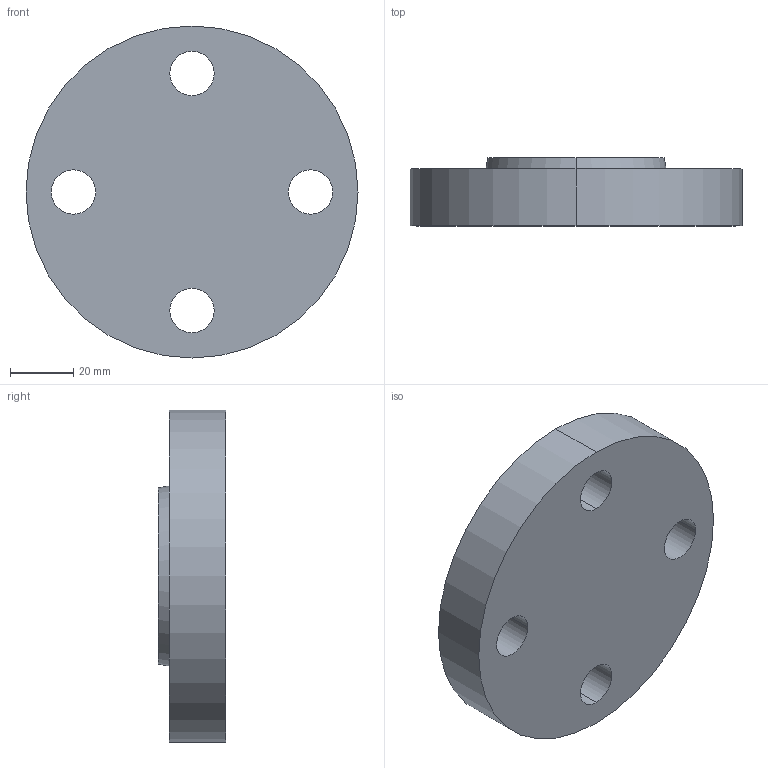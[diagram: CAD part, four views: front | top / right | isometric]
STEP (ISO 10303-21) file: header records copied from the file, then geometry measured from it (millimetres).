
FILE_DESCRIPTION (( 'STEP AP203' ), '1' );
FILE_NAME ('3D_R184-N_PN40_DN20_176595520.STEP', '2024-10-10T09:56:43', ( '' ), ( '' ), 'SwSTEP 2.0', 'SolidWorks 2024', '' );
FILE_SCHEMA (( 'CONFIG_CONTROL_DESIGN' ));
Length unit declared in the file: millimetre
Products named in the file (1): 3D_R184-N_PN40_DN20_176595520
Bounding box: 105 x 21.5 x 105 mm (x, y, z)
Volume: 151604.7 mm3; surface area: 26667.7 mm2
Topology: 1 solids, 1 shells, 21 faces, 48 edges, 32 vertices
Faces by surface type: cylinder 14, plane 5, cone 2
Entity records: 707 total; most frequent: DIRECTION 124, CARTESIAN_POINT 102, ORIENTED_EDGE 96, AXIS2_PLACEMENT_3D 54, EDGE_CURVE 48, EDGE_LOOP 32, CIRCLE 32, VERTEX_POINT 32
